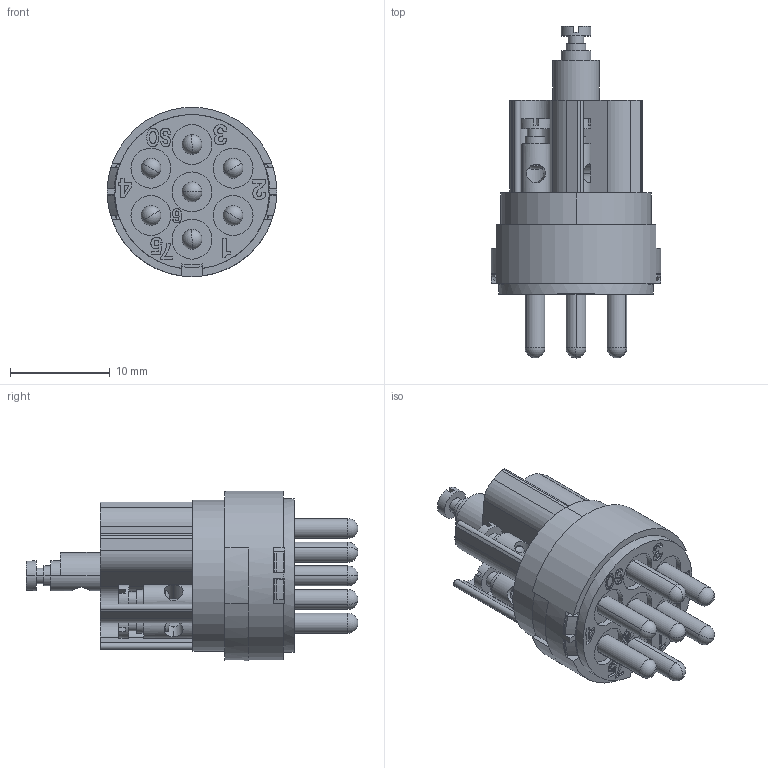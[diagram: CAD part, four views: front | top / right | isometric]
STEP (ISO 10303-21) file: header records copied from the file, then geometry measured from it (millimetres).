
FILE_DESCRIPTION((''),'2;1');
FILE_NAME('HR23-007-MR_SW0001','2020-12-17T',('tc.chen'),(''),'PRO/ENGINEER BY PARAMETRIC TECHNOLOGY CORPORATION, 2012480','PRO/ENGINEER BY PARAMETRIC TECHNOLOGY CORPORATION, 2012480','');
FILE_SCHEMA(('AUTOMOTIVE_DESIGN { 1 0 10303 214 1 1 1 1 }'));
Length unit declared in the file: millimetre
Products named in the file (1): HR23-007-MR_SW0001
Bounding box: 17 x 33.3 x 16.96 mm (x, y, z)
Volume: 3078.3 mm3; surface area: 3099.8 mm2
Topology: 1 solids, 1 shells, 747 faces, 2050 edges, 1344 vertices
Faces by surface type: plane 273, extrusion 248, cylinder 180, sphere 28, cone 18
Entity records: 39742 total; most frequent: CARTESIAN_POINT 7934, ORIENTED_EDGE 4044, DIRECTION 3148, PRESENTATION_STYLE_ASSIGNMENT 3018, STYLED_ITEM 2400, CURVE_STYLE 2270, EDGE_CURVE 2022, VERTEX_POINT 1344
